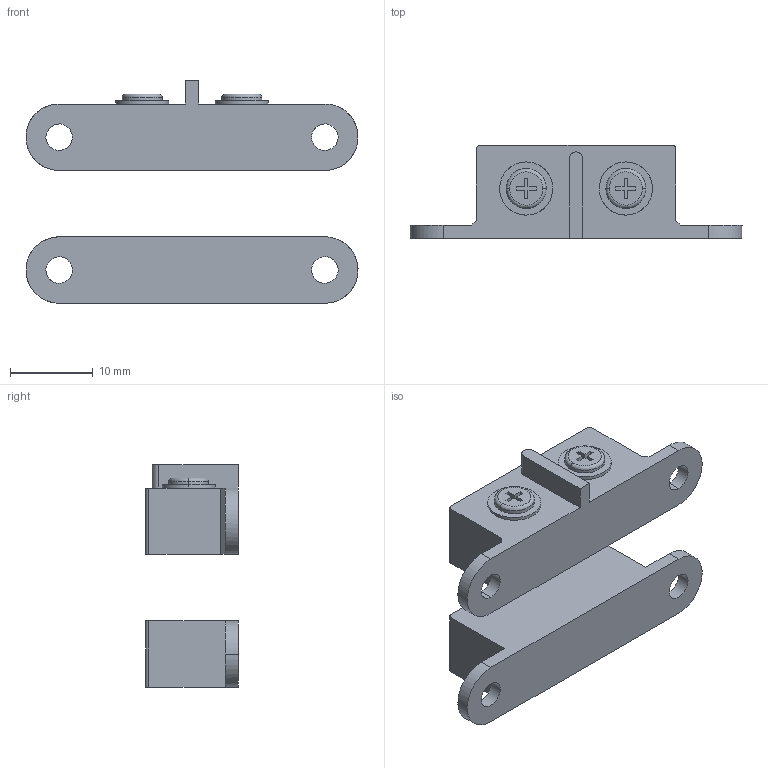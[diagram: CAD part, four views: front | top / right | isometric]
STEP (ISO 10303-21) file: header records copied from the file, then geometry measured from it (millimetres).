
FILE_DESCRIPTION(('FreeCAD Model'),'2;1');
FILE_NAME('Open CASCADE Shape Model','2025-05-09T17:40:49',('FreeCAD'),( 'FreeCAD'),'Open CASCADE STEP processor 7.6','FreeCAD','Unknown');
FILE_SCHEMA(('AUTOMOTIVE_DESIGN { 1 0 10303 214 1 1 1 1 }'));
Length unit declared in the file: millimetre
Products named in the file (1): Open CASCADE STEP translator 7.6 1
Bounding box: 40.01 x 11.2 x 26.81 mm (x, y, z)
Volume: 4718.8 mm3; surface area: 2846.2 mm2
Topology: 2 solids, 2 shells, 81 faces, 209 edges, 138 vertices
Faces by surface type: bspline 81
Entity records: 2964 total; most frequent: CARTESIAN_POINT 1673, ORIENTED_EDGE 418, EDGE_CURVE 209, B_SPLINE_CURVE_WITH_KNOTS 185, VERTEX_POINT 138, FACE_BOUND 95, EDGE_LOOP 95, ADVANCED_FACE 81
